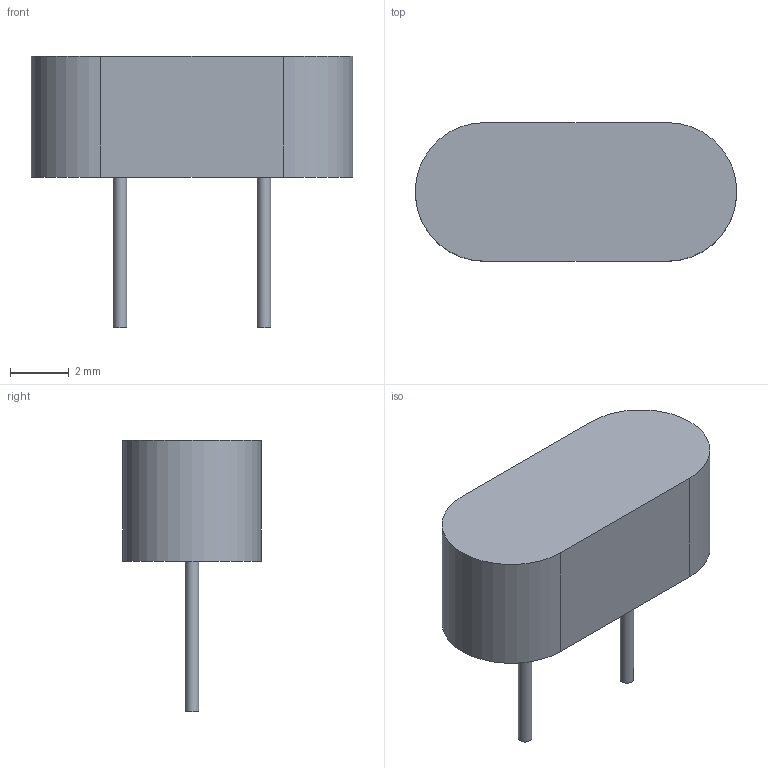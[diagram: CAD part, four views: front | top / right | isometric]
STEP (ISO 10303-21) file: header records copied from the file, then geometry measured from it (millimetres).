
FILE_DESCRIPTION(('FreeCAD Model'),'2;1');
FILE_NAME('14965913.1.2.stp','2022-04-18T01:39:21',( 'Author'),(''),'Open CASCADE STEP processor 6.9','FreeCAD','Unknown' );
FILE_SCHEMA(('AUTOMOTIVE_DESIGN { 1 0 10303 214 1 1 1 1 }'));
Length unit declared in the file: millimetre
Products named in the file (3): ASSEMBLY; Body; Leads
Assembly tree (2 placements, depth 2):
  ASSEMBLY
    Body
    Leads
Bounding box: 10.9 x 4.7 x 9.2 mm (x, y, z)
Volume: 192.2 mm3; surface area: 219.4 mm2
Topology: 3 solids, 5 shells, 14 faces, 18 edges, 12 vertices
Faces by surface type: plane 10, cylinder 4
Full cylindrical faces by diameter (mm): 0.45 x2
Entity records: 677 total; most frequent: DIRECTION 108, CARTESIAN_POINT 95, LINE 50, VECTOR 50, ORIENTED_EDGE 48, PCURVE 44, DEFINITIONAL_REPRESENTATION 44, AXIS2_PLACEMENT_3D 25
